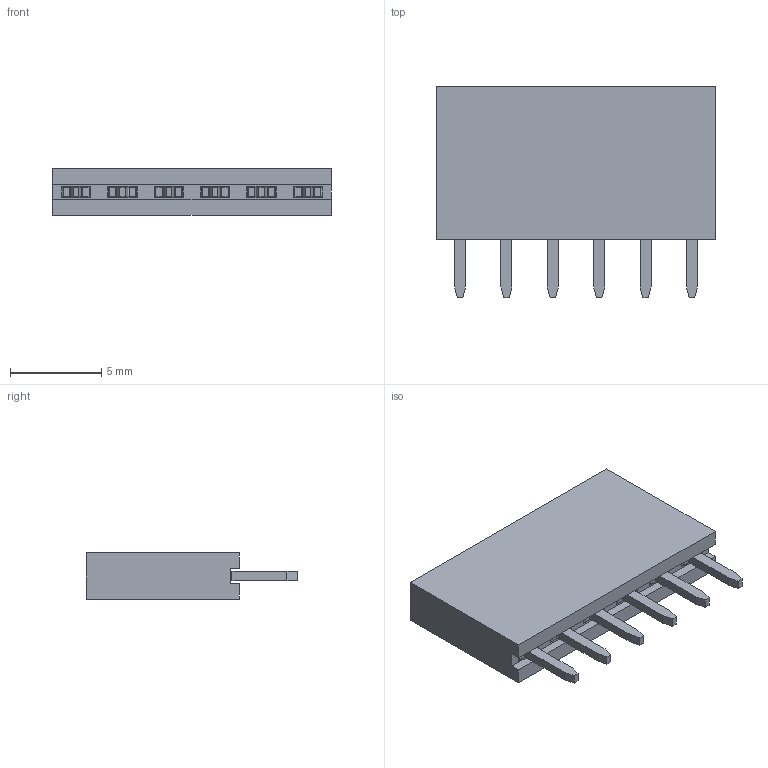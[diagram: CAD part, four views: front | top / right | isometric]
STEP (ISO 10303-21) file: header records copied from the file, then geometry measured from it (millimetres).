
FILE_DESCRIPTION((''),'2;1');
FILE_NAME('PBS-6.stp','2019-11-02T10:45:29',('Shuvalov'),(''),'Autodesk Inventor 2011','Autodesk Inventor 2011','');
FILE_SCHEMA(('CONFIG_CONTROL_DESIGN'));
Length unit declared in the file: millimetre
Products named in the file (1): PBS-6
Bounding box: 15.24 x 11.6 x 2.54 mm (x, y, z)
Volume: 298.6 mm3; surface area: 589.6 mm2
Topology: 7 solids, 7 shells, 190 faces, 468 edges, 304 vertices
Faces by surface type: plane 166, cylinder 24
Entity records: 5648 total; most frequent: CARTESIAN_POINT 963, ORIENTED_EDGE 936, DIRECTION 898, EDGE_CURVE 468, VECTOR 420, LINE 420, VERTEX_POINT 304, AXIS2_PLACEMENT_3D 239
